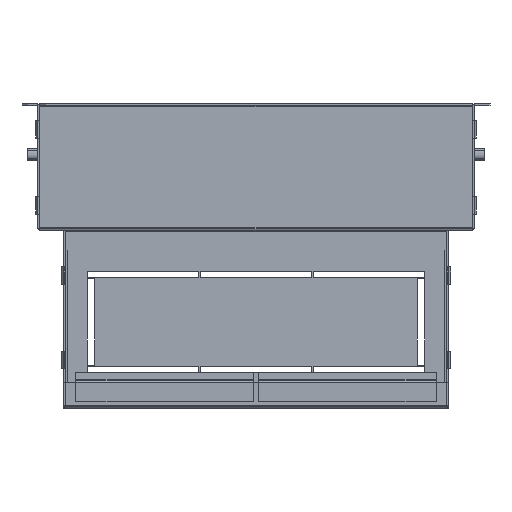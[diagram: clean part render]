
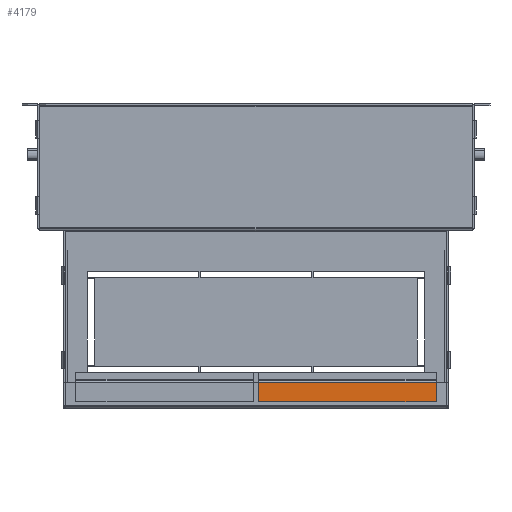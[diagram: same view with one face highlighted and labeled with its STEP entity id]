
A CAD part, front view. The second image highlights one B-rep face of the part: STEP entity #4179.
In plain terms, the highlighted face is planar.
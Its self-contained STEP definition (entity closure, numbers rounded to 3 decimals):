
#251 = CARTESIAN_POINT ( 'NONE',  ( 148.5, 6.75, 3.5 ) ) ;
#472 = PLANE ( 'NONE',  #13686 ) ;
#807 = EDGE_CURVE ( 'NONE', #7653, #7274, #4466, .T. ) ;
#1872 = DIRECTION ( 'NONE',  ( 0., 0., 1. ) ) ;
#2080 = CARTESIAN_POINT ( 'NONE',  ( 148.5, 6.75, 18.5 ) ) ;
#2544 = CARTESIAN_POINT ( 'NONE',  ( 148.5, 6.75, 19. ) ) ;
#3343 = DIRECTION ( 'NONE',  ( 0., 1., 0. ) ) ;
#3600 = DIRECTION ( 'NONE',  ( 0., 0., 1. ) ) ;
#3701 = CARTESIAN_POINT ( 'NONE',  ( 148.5, 6.75, 3.5 ) ) ;
#4179 = ADVANCED_FACE ( 'NONE', ( #4656 ), #472, .T. ) ;
#4382 = EDGE_CURVE ( 'NONE', #13820, #7653, #13116, .T. ) ;
#4466 = LINE ( 'NONE', #8316, #16376 ) ;
#4656 = FACE_OUTER_BOUND ( 'NONE', #14030, .T. ) ;
#4750 = VECTOR ( 'NONE', #12739, 1000. ) ;
#4986 = VECTOR ( 'NONE', #3600, 1000. ) ;
#5845 = LINE ( 'NONE', #251, #14512 ) ;
#5935 = ORIENTED_EDGE ( 'NONE', *, *, #8591, .F. ) ;
#7185 = DIRECTION ( 'NONE',  ( 1., 0., 0. ) ) ;
#7274 = VERTEX_POINT ( 'NONE', #2544 ) ;
#7368 = ORIENTED_EDGE ( 'NONE', *, *, #807, .T. ) ;
#7653 = VERTEX_POINT ( 'NONE', #8965 ) ;
#7711 = ORIENTED_EDGE ( 'NONE', *, *, #8793, .T. ) ;
#8316 = CARTESIAN_POINT ( 'NONE',  ( 148.5, 6.75, 19. ) ) ;
#8591 = EDGE_CURVE ( 'NONE', #13820, #12801, #5845, .T. ) ;
#8793 = EDGE_CURVE ( 'NONE', #7274, #12801, #14046, .T. ) ;
#8965 = CARTESIAN_POINT ( 'NONE',  ( 8.5, 6.75, 19. ) ) ;
#10837 = DIRECTION ( 'NONE',  ( 1., 0., 0. ) ) ;
#12739 = DIRECTION ( 'NONE',  ( 0., 0., -1. ) ) ;
#12801 = VERTEX_POINT ( 'NONE', #3701 ) ;
#13116 = LINE ( 'NONE', #15569, #4986 ) ;
#13686 = AXIS2_PLACEMENT_3D ( 'NONE', #16706, #3343, #1872 ) ;
#13820 = VERTEX_POINT ( 'NONE', #15889 ) ;
#14030 = EDGE_LOOP ( 'NONE', ( #16000, #7368, #7711, #5935 ) ) ;
#14046 = LINE ( 'NONE', #2080, #4750 ) ;
#14512 = VECTOR ( 'NONE', #10837, 1000. ) ;
#15569 = CARTESIAN_POINT ( 'NONE',  ( 8.5, 6.75, 18.5 ) ) ;
#15889 = CARTESIAN_POINT ( 'NONE',  ( 8.5, 6.75, 3.5 ) ) ;
#16000 = ORIENTED_EDGE ( 'NONE', *, *, #4382, .T. ) ;
#16376 = VECTOR ( 'NONE', #7185, 1000. ) ;
#16706 = CARTESIAN_POINT ( 'NONE',  ( 0., 6.75, 0. ) ) ;
